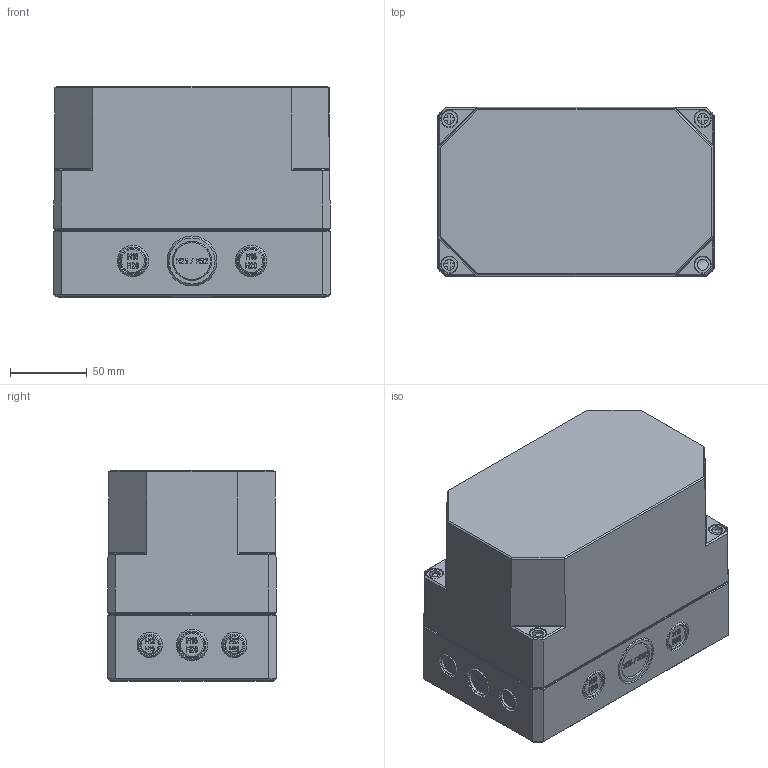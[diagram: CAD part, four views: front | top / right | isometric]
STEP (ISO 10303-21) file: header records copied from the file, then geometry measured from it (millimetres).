
FILE_DESCRIPTION(/* description */ (''),/* implementation_level */ '2;1');
FILE_NAME(/* name */ '0904108140 MBI 181114 MK.stp',/* time_stamp */ '2021-03-04T13:57:30+01:00',/* author */ ('alexander.rose'),/* organization */ (''),/* preprocessor_version */ 'ST-DEVELOPER v17.2',/* originating_system */ 'Autodesk Inventor 2019',/* authorisation */ '');
FILE_SCHEMA (('AUTOMOTIVE_DESIGN { 1 0 10303 214 3 1 1 }'));
Products named in the file (5): 0904108140 MBI 181114 MK; -UT_181145 - M; Dichtung_1811xx; -OT_181193 K; Schraube _ M10 x 58 _ MBTK -
Assembly tree (7 placements, depth 2):
  0904108140 MBI 181114 MK
    -UT_181145 - M
    Dichtung_1811xx
    -OT_181193 K
    Schraube _ M10 x 58 _ MBTK -  x4
Bounding box: 180 x 110 x 137.8 mm (x, y, z)
Volume: 428094.9 mm3; surface area: 257338.9 mm2
Topology: 7 solids, 7 shells, 3950 faces, 10319 edges, 6673 vertices
Faces by surface type: plane 1668, bspline 1327, cylinder 408, torus 292, cone 232, sphere 23
Full cylindrical faces by diameter (mm): 4.5 x4, 5 x4, 5.8 x8, 6 x2, 7 x4, 8.376 x4, 10.5 x4
Entity records: 119345 total; most frequent: CARTESIAN_POINT 36615, ORIENTED_EDGE 19146, DIRECTION 13520, EDGE_CURVE 9573, VERTEX_POINT 6184, LINE 5072, VECTOR 5072, AXIS2_PLACEMENT_3D 4224
